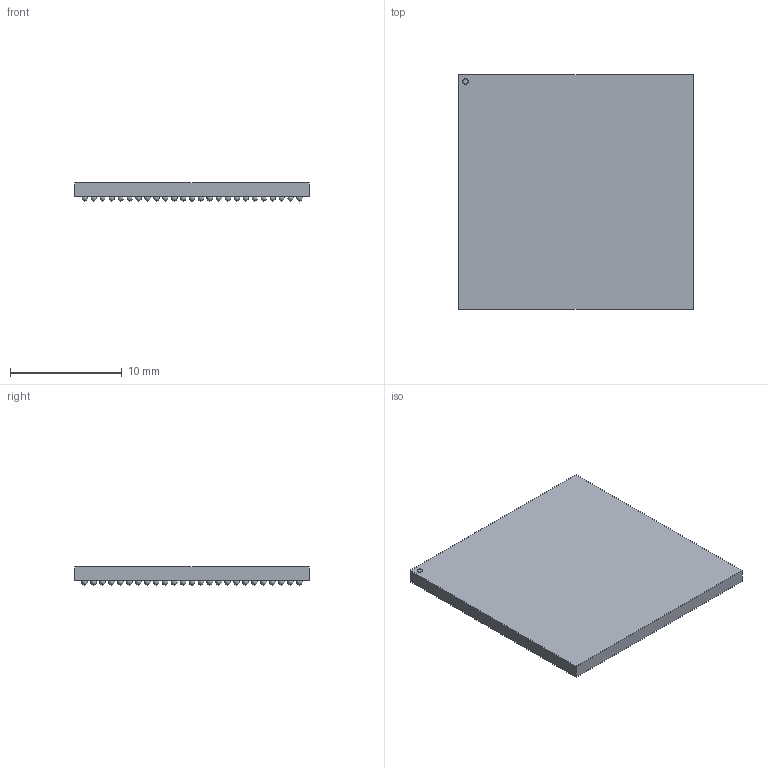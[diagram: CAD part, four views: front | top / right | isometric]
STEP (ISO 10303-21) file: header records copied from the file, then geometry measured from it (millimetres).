
FILE_DESCRIPTION(/* description */ ('model of BGA-624_21.0x21.0mm_Layout25x25_P0.8mm'),/* implementation_level */ '2;1');
FILE_NAME(/* name */ 'BGA-624_21.0x21.0mm_Layout25x25_P0.8mm.step',/* time_stamp */ '2018-10-19T21:45:03',/* author */ ('kicad StepUp','ksu'),/* organization */ ('FreeCAD'),/* preprocessor_version */ 'OCC',/* originating_system */ 'kicad StepUp',/* authorisation */ '');
FILE_SCHEMA(('AUTOMOTIVE_DESIGN { 1 0 10303 214 1 1 1 1 }'));
Length unit declared in the file: millimetre
Products named in the file (1): BGA_624_210x210mm_Layout25x25_P08mm
Bounding box: 21 x 21 x 1.61 mm (x, y, z)
Volume: 535.5 mm3; surface area: 1033.6 mm2
Topology: 1 solids, 1 shells, 103 faces, 300 edges, 200 vertices
Faces by surface type: sphere 95, plane 7, cylinder 1
Full cylindrical faces by diameter (mm): 0.5 x1
Entity records: 6454 total; most frequent: DIRECTION 1014, CARTESIAN_POINT 925, ORIENTED_EDGE 410, PCURVE 410, DEFINITIONAL_REPRESENTATION 410, LINE 326, VECTOR 326, AXIS2_PLACEMENT_3D 296
